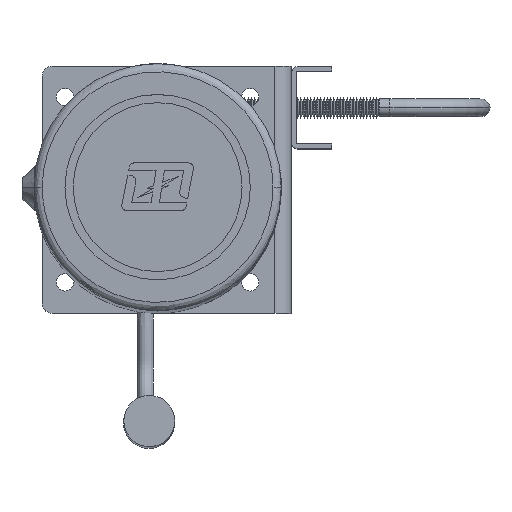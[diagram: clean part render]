
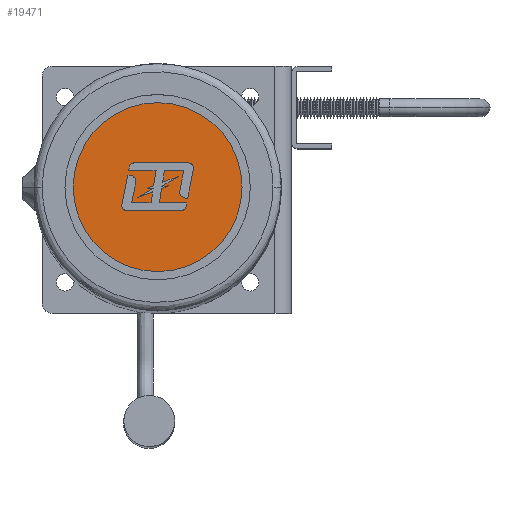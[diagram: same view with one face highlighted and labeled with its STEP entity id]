
A CAD part, top view. The second image highlights one B-rep face of the part: STEP entity #19471.
In plain terms, the highlighted face is planar.
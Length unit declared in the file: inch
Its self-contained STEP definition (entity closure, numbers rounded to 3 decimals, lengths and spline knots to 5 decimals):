
#1001 = FACE_OUTER_BOUND ( 'NONE', #5410, .T. ) ;
#2654 = VERTEX_POINT ( 'NONE', #29291 ) ;
#3725 = DIRECTION ( 'NONE',  ( 0., 0., 1. ) ) ;
#5324 = AXIS2_PLACEMENT_3D ( 'NONE', #21796, #3725, #27671 ) ;
#5410 = EDGE_LOOP ( 'NONE', ( #35202, #33473 ) ) ;
#5662 = DIRECTION ( 'NONE',  ( 0., 0., 1. ) ) ;
#6814 = VERTEX_POINT ( 'NONE', #13630 ) ;
#9069 = PLANE ( 'NONE',  #5324 ) ;
#13462 = DIRECTION ( 'NONE',  ( 0., 0., 1. ) ) ;
#13630 = CARTESIAN_POINT ( 'NONE',  ( -1.025, 0., -0.05 ) ) ;
#14003 = AXIS2_PLACEMENT_3D ( 'NONE', #35713, #5662, #30028 ) ;
#14642 = CIRCLE ( 'NONE', #14003, 1.025 ) ;
#19471 = ADVANCED_FACE ( 'NONE', ( #1001 ), #9069, .F. ) ;
#21739 = EDGE_CURVE ( 'NONE', #2654, #6814, #36389, .T. ) ;
#21796 = CARTESIAN_POINT ( 'NONE',  ( 0., -0.09318, -0.05 ) ) ;
#25410 = DIRECTION ( 'NONE',  ( 1., 0., 0. ) ) ;
#26985 = AXIS2_PLACEMENT_3D ( 'NONE', #31512, #13462, #25410 ) ;
#27671 = DIRECTION ( 'NONE',  ( 1., 0., 0. ) ) ;
#29291 = CARTESIAN_POINT ( 'NONE',  ( 1.025, 0., -0.05 ) ) ;
#30028 = DIRECTION ( 'NONE',  ( 1., 0., 0. ) ) ;
#31512 = CARTESIAN_POINT ( 'NONE',  ( 0., 0., -0.05 ) ) ;
#33473 = ORIENTED_EDGE ( 'NONE', *, *, #37939, .F. ) ;
#35202 = ORIENTED_EDGE ( 'NONE', *, *, #21739, .F. ) ;
#35713 = CARTESIAN_POINT ( 'NONE',  ( 0., 0., -0.05 ) ) ;
#36389 = CIRCLE ( 'NONE', #26985, 1.025 ) ;
#37939 = EDGE_CURVE ( 'NONE', #6814, #2654, #14642, .T. ) ;
